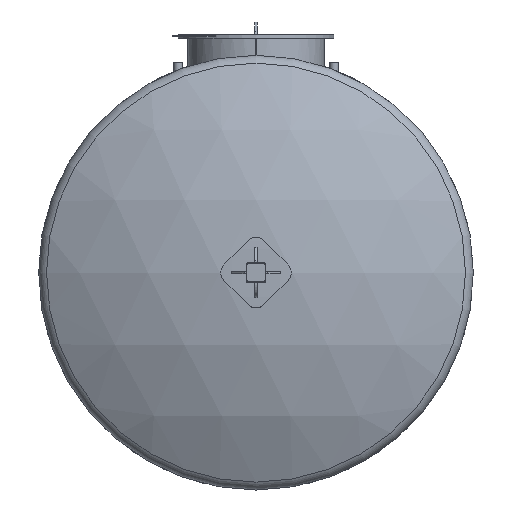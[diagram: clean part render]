
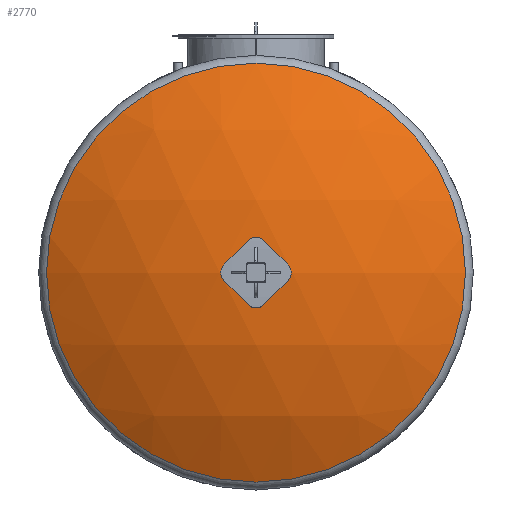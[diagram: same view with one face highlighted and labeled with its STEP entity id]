
A CAD part, left-side view. The second image highlights one B-rep face of the part: STEP entity #2770.
In plain terms, the highlighted spherical face has radius 2011 mm.
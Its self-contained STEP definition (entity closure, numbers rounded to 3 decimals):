
#27=SPHERICAL_SURFACE('',#3099,2011.);
#769=FACE_OUTER_BOUND('',#927,.T.);
#927=EDGE_LOOP('',(#2275));
#1040=CIRCLE('',#3097,967.72);
#1292=VERTEX_POINT('',#5346);
#1674=EDGE_CURVE('',#1292,#1292,#1040,.T.);
#2275=ORIENTED_EDGE('',*,*,#1674,.T.);
#2770=ADVANCED_FACE('',(#769),#27,.T.);
#3097=AXIS2_PLACEMENT_3D('',#5347,#3796,#3797);
#3099=AXIS2_PLACEMENT_3D('',#5349,#3800,#3801);
#3796=DIRECTION('center_axis',(-1.,0.,0.));
#3797=DIRECTION('ref_axis',(0.,-1.,0.));
#3800=DIRECTION('center_axis',(0.,0.,1.));
#3801=DIRECTION('ref_axis',(0.,-1.,0.));
#5346=CARTESIAN_POINT('',(-86.804,0.,967.72));
#5347=CARTESIAN_POINT('Origin',(-86.804,0.,
0.));
#5349=CARTESIAN_POINT('Origin',(1676.046,0.,
0.));
